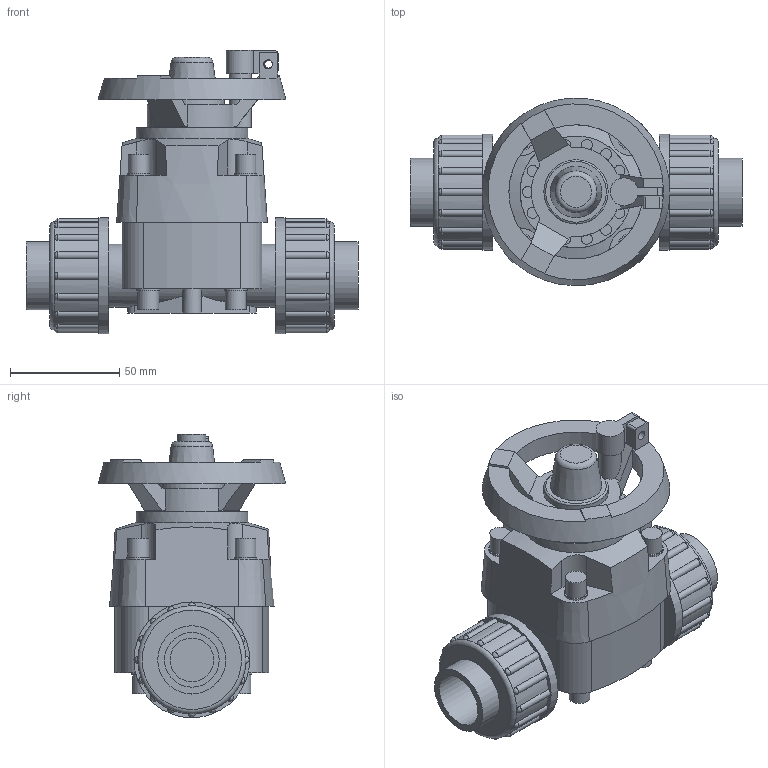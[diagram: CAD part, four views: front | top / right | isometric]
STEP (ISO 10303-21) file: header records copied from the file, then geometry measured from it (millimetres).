
FILE_DESCRIPTION((''),'2;1');
FILE_NAME('PV20001A025.stp','2022-02-17T13:42:51',('RL'),(''),'Autodesk Inventor 2012','Autodesk Inventor 2012','');
FILE_SCHEMA(('AUTOMOTIVE_DESIGN { 1 0 10303 214 1 1 1 1 }'));
Length unit declared in the file: millimetre
Products named in the file (1): PV20001A025
Bounding box: 152 x 85.87 x 129.8 mm (x, y, z)
Volume: 454530.2 mm3; surface area: 80961.4 mm2
Topology: 1 solids, 4 shells, 303 faces, 786 edges, 522 vertices
Faces by surface type: plane 144, cylinder 113, sphere 32, cone 10, torus 4
Full cylindrical faces by diameter (mm): 3.583 x1, 4.095 x1, 5 x2, 5.12 x14, 9.481 x8, 10.24 x1, 10.43 x8, 20 x4, 25 x2, 28.9 x2, 29.44 x1, 31.23 x2, 31.25 x2, 42.93 x2, 49.467 x2, 51.2 x1, 53 x2, 61.429 x1, 67.571 x1, 79.857 x1
Entity records: 9732 total; most frequent: CARTESIAN_POINT 2237, DIRECTION 1539, ORIENTED_EDGE 1390, EDGE_CURVE 695, AXIS2_PLACEMENT_3D 645, VERTEX_POINT 497, EDGE_LOOP 408, CIRCLE 331
